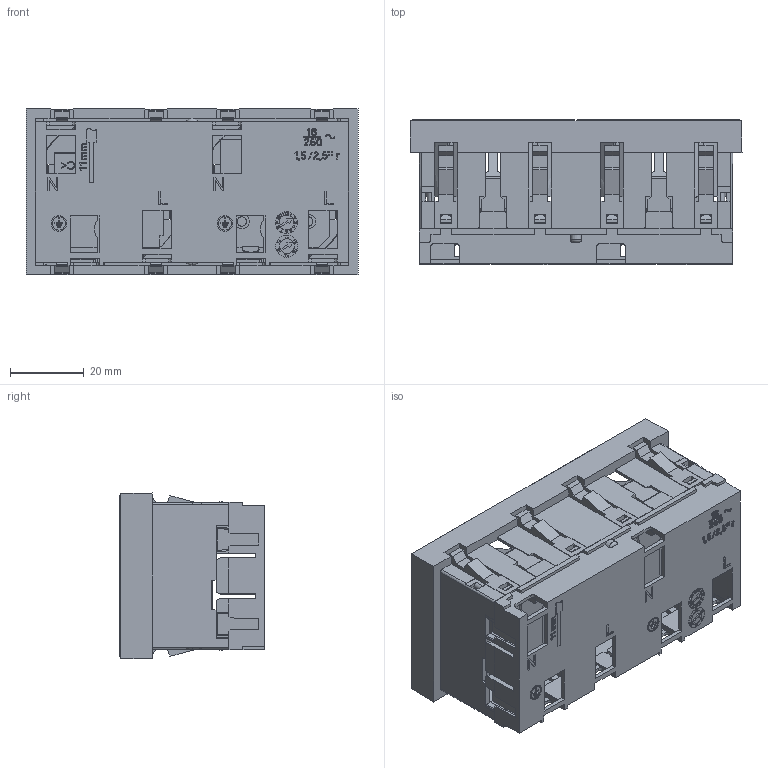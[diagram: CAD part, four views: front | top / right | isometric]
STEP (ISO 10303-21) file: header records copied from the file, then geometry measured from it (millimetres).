
FILE_DESCRIPTION((''),'2;1');
FILE_NAME('6120022_ASM','2016-04-27T',('AndreasKeweloh'),(''),'CREO PARAMETRIC BY PTC INC, 2015290','CREO PARAMETRIC BY PTC INC, 2015290','');
FILE_SCHEMA(('CONFIG_CONTROL_DESIGN'));
Products named in the file (7): 044037; 043999; 053108_ASM; 044033; 044679; 077655_ASM; 6120022_ASM
Assembly tree (8 placements, depth 3):
  6120022_ASM
    044037
    053108_ASM
      043999  x2
    077655_ASM
      044033
      044679  x2
Bounding box: 90 x 39.45 x 45 mm (x, y, z)
Volume: 35411.1 mm3; surface area: 48191 mm2
Topology: 6 solids, 6 shells, 2551 faces, 7318 edges, 4814 vertices
Faces by surface type: plane 2037, cylinder 227, extrusion 133, cone 118, torus 23, bspline 13
Entity records: 85260 total; most frequent: CARTESIAN_POINT 22162, ORIENTED_EDGE 13950, DIRECTION 11567, EDGE_CURVE 6975, VECTOR 6003, LINE 5870, VERTEX_POINT 4593, AXIS2_PLACEMENT_3D 2782
